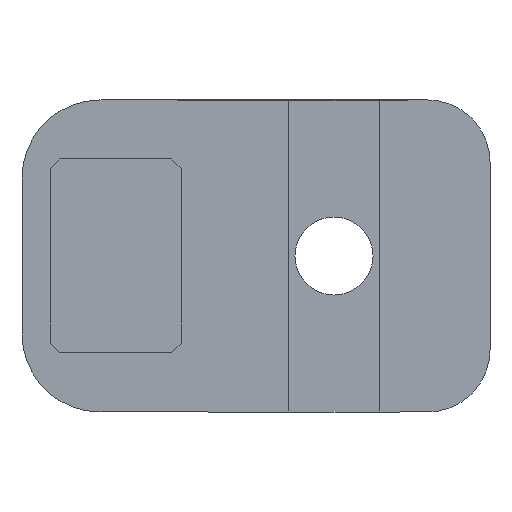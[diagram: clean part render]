
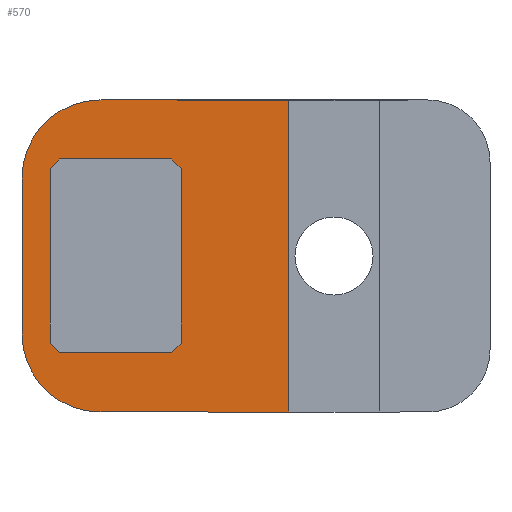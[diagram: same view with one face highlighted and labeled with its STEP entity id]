
A CAD part, front view. The second image highlights one B-rep face of the part: STEP entity #570.
In plain terms, the highlighted planar face has unit normal (0, -1, 0).
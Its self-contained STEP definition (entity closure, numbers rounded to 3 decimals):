
#34=FACE_BOUND('',#108,.T.);
#40=CIRCLE('',#611,5.);
#41=CIRCLE('',#612,5.);
#72=FACE_OUTER_BOUND('',#107,.T.);
#107=EDGE_LOOP('',(#436,#437,#438,#439,#440,#441));
#108=EDGE_LOOP('',(#442,#443,#444,#445,#446,#447,#448,#449));
#131=LINE('',#826,#189);
#135=LINE('',#834,#193);
#138=LINE('',#840,#196);
#141=LINE('',#846,#199);
#144=LINE('',#852,#202);
#147=LINE('',#858,#205);
#150=LINE('',#864,#208);
#153=LINE('',#869,#211);
#163=LINE('',#893,#221);
#168=LINE('',#907,#226);
#169=LINE('',#911,#227);
#170=LINE('',#914,#228);
#189=VECTOR('',#655,10.);
#193=VECTOR('',#661,10.);
#196=VECTOR('',#666,10.);
#199=VECTOR('',#671,10.);
#202=VECTOR('',#676,10.);
#205=VECTOR('',#681,10.);
#208=VECTOR('',#686,10.);
#211=VECTOR('',#691,10.);
#221=VECTOR('',#711,10.);
#226=VECTOR('',#724,10.);
#227=VECTOR('',#727,10.);
#228=VECTOR('',#730,10.);
#247=VERTEX_POINT('',#824);
#248=VERTEX_POINT('',#825);
#251=VERTEX_POINT('',#833);
#253=VERTEX_POINT('',#839);
#255=VERTEX_POINT('',#845);
#257=VERTEX_POINT('',#851);
#259=VERTEX_POINT('',#857);
#261=VERTEX_POINT('',#863);
#270=VERTEX_POINT('',#890);
#271=VERTEX_POINT('',#892);
#276=VERTEX_POINT('',#906);
#277=VERTEX_POINT('',#908);
#278=VERTEX_POINT('',#910);
#279=VERTEX_POINT('',#912);
#297=EDGE_CURVE('',#247,#248,#131,.T.);
#301=EDGE_CURVE('',#251,#247,#135,.T.);
#304=EDGE_CURVE('',#253,#251,#138,.T.);
#307=EDGE_CURVE('',#255,#253,#141,.T.);
#310=EDGE_CURVE('',#257,#255,#144,.T.);
#313=EDGE_CURVE('',#259,#257,#147,.T.);
#316=EDGE_CURVE('',#261,#259,#150,.T.);
#319=EDGE_CURVE('',#248,#261,#153,.T.);
#330=EDGE_CURVE('',#271,#270,#163,.T.);
#337=EDGE_CURVE('',#276,#270,#168,.T.);
#338=EDGE_CURVE('',#277,#276,#40,.T.);
#339=EDGE_CURVE('',#277,#278,#169,.T.);
#340=EDGE_CURVE('',#279,#278,#41,.T.);
#341=EDGE_CURVE('',#279,#271,#170,.T.);
#436=ORIENTED_EDGE('',*,*,#330,.T.);
#437=ORIENTED_EDGE('',*,*,#337,.F.);
#438=ORIENTED_EDGE('',*,*,#338,.F.);
#439=ORIENTED_EDGE('',*,*,#339,.T.);
#440=ORIENTED_EDGE('',*,*,#340,.F.);
#441=ORIENTED_EDGE('',*,*,#341,.T.);
#442=ORIENTED_EDGE('',*,*,#297,.T.);
#443=ORIENTED_EDGE('',*,*,#319,.T.);
#444=ORIENTED_EDGE('',*,*,#316,.T.);
#445=ORIENTED_EDGE('',*,*,#313,.T.);
#446=ORIENTED_EDGE('',*,*,#310,.T.);
#447=ORIENTED_EDGE('',*,*,#307,.T.);
#448=ORIENTED_EDGE('',*,*,#304,.T.);
#449=ORIENTED_EDGE('',*,*,#301,.T.);
#550=PLANE('',#610);
#570=ADVANCED_FACE('',(#72,#34),#550,.F.);
#610=AXIS2_PLACEMENT_3D('',#905,#722,#723);
#611=AXIS2_PLACEMENT_3D('',#909,#725,#726);
#612=AXIS2_PLACEMENT_3D('',#913,#728,#729);
#655=DIRECTION('',(-1.,0.,0.));
#661=DIRECTION('',(-0.707,0.,-0.707));
#666=DIRECTION('',(0.,0.,-1.));
#671=DIRECTION('',(0.707,0.,-0.707));
#676=DIRECTION('',(1.,0.,0.));
#681=DIRECTION('',(0.707,0.,0.707));
#686=DIRECTION('',(0.,0.,1.));
#691=DIRECTION('',(-0.707,0.,0.707));
#711=DIRECTION('',(0.,0.,1.));
#722=DIRECTION('center_axis',(0.,1.,0.));
#723=DIRECTION('ref_axis',(1.,0.,0.));
#724=DIRECTION('',(1.,0.,0.));
#725=DIRECTION('center_axis',(0.,1.,0.));
#726=DIRECTION('ref_axis',(-1.,0.,0.));
#727=DIRECTION('',(0.,0.,-1.));
#728=DIRECTION('center_axis',(0.,1.,0.));
#729=DIRECTION('ref_axis',(0.,0.,-1.));
#730=DIRECTION('',(1.,0.,0.));
#824=CARTESIAN_POINT('',(247.6,-46.751,30.3));
#825=CARTESIAN_POINT('',(240.4,-46.751,30.3));
#826=CARTESIAN_POINT('',(250.3,-46.751,30.3));
#833=CARTESIAN_POINT('',(248.2,-46.751,30.9));
#834=CARTESIAN_POINT('',(250.795,-46.751,33.496));
#839=CARTESIAN_POINT('',(248.2,-46.751,42.1));
#840=CARTESIAN_POINT('',(248.2,-46.751,39.291));
#845=CARTESIAN_POINT('',(247.6,-46.751,42.7));
#846=CARTESIAN_POINT('',(250.504,-46.751,39.795));
#851=CARTESIAN_POINT('',(240.4,-46.751,42.7));
#852=CARTESIAN_POINT('',(246.7,-46.751,42.7));
#857=CARTESIAN_POINT('',(239.8,-46.751,42.1));
#858=CARTESIAN_POINT('',(241.695,-46.751,43.996));
#863=CARTESIAN_POINT('',(239.8,-46.751,30.9));
#864=CARTESIAN_POINT('',(239.8,-46.751,33.691));
#869=CARTESIAN_POINT('',(242.004,-46.751,28.695));
#890=CARTESIAN_POINT('',(255.1,-46.751,46.482));
#892=CARTESIAN_POINT('',(255.1,-46.751,26.482));
#893=CARTESIAN_POINT('',(255.1,-46.751,41.482));
#905=CARTESIAN_POINT('Origin',(253.,-46.751,36.482));
#906=CARTESIAN_POINT('',(243.,-46.751,46.482));
#907=CARTESIAN_POINT('',(243.,-46.751,46.482));
#908=CARTESIAN_POINT('',(238.,-46.751,41.482));
#909=CARTESIAN_POINT('Origin',(243.,-46.751,41.482));
#910=CARTESIAN_POINT('',(238.,-46.751,31.482));
#911=CARTESIAN_POINT('',(238.,-46.751,36.482));
#912=CARTESIAN_POINT('',(243.,-46.751,26.482));
#913=CARTESIAN_POINT('Origin',(243.,-46.751,31.482));
#914=CARTESIAN_POINT('',(243.,-46.751,26.482));
